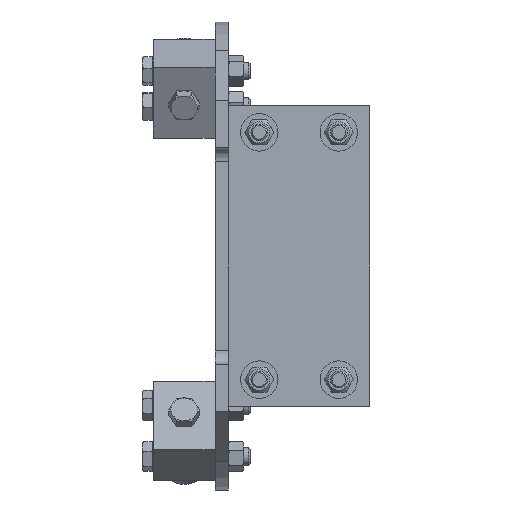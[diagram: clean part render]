
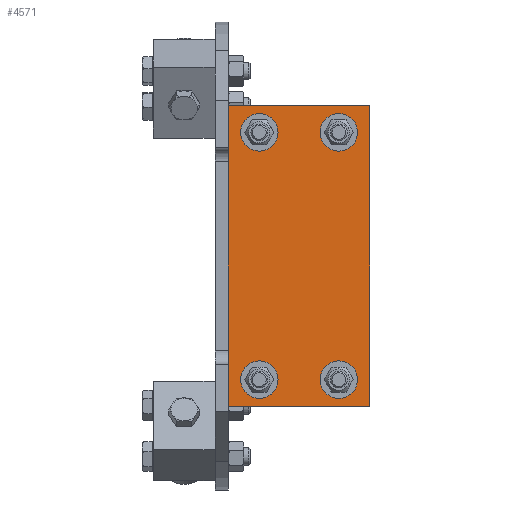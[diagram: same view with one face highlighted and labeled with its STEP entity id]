
A CAD part, left-side view. The second image highlights one B-rep face of the part: STEP entity #4571.
In plain terms, the highlighted planar face has unit normal (-1, 0, 0).
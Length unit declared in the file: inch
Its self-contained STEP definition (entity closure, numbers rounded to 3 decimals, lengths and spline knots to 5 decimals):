
#461=FACE_BOUND('',#1169,.T.);
#462=FACE_BOUND('',#1170,.T.);
#463=FACE_BOUND('',#1171,.T.);
#464=FACE_BOUND('',#1172,.T.);
#554=PLANE('',#5386);
#779=FACE_OUTER_BOUND('',#1168,.T.);
#1168=EDGE_LOOP('',(#4053,#4054,#4055,#4056));
#1169=EDGE_LOOP('',(#4057));
#1170=EDGE_LOOP('',(#4058));
#1171=EDGE_LOOP('',(#4059));
#1172=EDGE_LOOP('',(#4060));
#1463=LINE('',#8032,#1741);
#1464=LINE('',#8034,#1742);
#1465=LINE('',#8036,#1743);
#1466=LINE('',#8037,#1744);
#1741=VECTOR('',#6619,0.3937);
#1742=VECTOR('',#6620,0.3937);
#1743=VECTOR('',#6621,0.3937);
#1744=VECTOR('',#6622,0.3937);
#2003=CIRCLE('',#5373,0.28125);
#2006=CIRCLE('',#5377,0.28125);
#2009=CIRCLE('',#5381,0.28125);
#2012=CIRCLE('',#5385,0.28125);
#2366=VERTEX_POINT('',#8002);
#2369=VERTEX_POINT('',#8010);
#2372=VERTEX_POINT('',#8018);
#2375=VERTEX_POINT('',#8026);
#2376=VERTEX_POINT('',#8030);
#2377=VERTEX_POINT('',#8031);
#2378=VERTEX_POINT('',#8033);
#2379=VERTEX_POINT('',#8035);
#2936=EDGE_CURVE('',#2366,#2366,#2003,.T.);
#2940=EDGE_CURVE('',#2369,#2369,#2006,.T.);
#2944=EDGE_CURVE('',#2372,#2372,#2009,.T.);
#2948=EDGE_CURVE('',#2375,#2375,#2012,.T.);
#2949=EDGE_CURVE('',#2376,#2377,#1463,.T.);
#2950=EDGE_CURVE('',#2377,#2378,#1464,.T.);
#2951=EDGE_CURVE('',#2378,#2379,#1465,.T.);
#2952=EDGE_CURVE('',#2379,#2376,#1466,.T.);
#4053=ORIENTED_EDGE('',*,*,#2949,.T.);
#4054=ORIENTED_EDGE('',*,*,#2950,.T.);
#4055=ORIENTED_EDGE('',*,*,#2951,.T.);
#4056=ORIENTED_EDGE('',*,*,#2952,.T.);
#4057=ORIENTED_EDGE('',*,*,#2936,.T.);
#4058=ORIENTED_EDGE('',*,*,#2940,.T.);
#4059=ORIENTED_EDGE('',*,*,#2944,.T.);
#4060=ORIENTED_EDGE('',*,*,#2948,.T.);
#4571=ADVANCED_FACE('',(#779,#461,#462,#463,#464),#554,.T.);
#5373=AXIS2_PLACEMENT_3D('',#8004,#6588,#6589);
#5377=AXIS2_PLACEMENT_3D('',#8012,#6597,#6598);
#5381=AXIS2_PLACEMENT_3D('',#8020,#6606,#6607);
#5385=AXIS2_PLACEMENT_3D('',#8028,#6615,#6616);
#5386=AXIS2_PLACEMENT_3D('',#8029,#6617,#6618);
#6588=DIRECTION('center_axis',(1.,0.,0.));
#6589=DIRECTION('ref_axis',(0.,0.,-1.));
#6597=DIRECTION('center_axis',(1.,0.,0.));
#6598=DIRECTION('ref_axis',(0.,0.,-1.));
#6606=DIRECTION('center_axis',(1.,0.,0.));
#6607=DIRECTION('ref_axis',(0.,0.,-1.));
#6615=DIRECTION('center_axis',(1.,0.,0.));
#6616=DIRECTION('ref_axis',(0.,0.,-1.));
#6617=DIRECTION('center_axis',(-1.,0.,0.));
#6618=DIRECTION('ref_axis',(0.,0.,1.));
#6619=DIRECTION('',(0.,-1.,0.));
#6620=DIRECTION('',(0.,0.,1.));
#6621=DIRECTION('',(0.,1.,0.));
#6622=DIRECTION('',(0.,0.,-1.));
#8002=CARTESIAN_POINT('',(-0.25,-1.125,-3.21875));
#8004=CARTESIAN_POINT('Origin',(-0.25,-1.125,-3.5));
#8010=CARTESIAN_POINT('',(-0.25,1.125,3.78125));
#8012=CARTESIAN_POINT('Origin',(-0.25,1.125,3.5));
#8018=CARTESIAN_POINT('',(-0.25,1.125,-3.21875));
#8020=CARTESIAN_POINT('Origin',(-0.25,1.125,-3.5));
#8026=CARTESIAN_POINT('',(-0.25,-1.125,3.78125));
#8028=CARTESIAN_POINT('Origin',(-0.25,-1.125,3.5));
#8029=CARTESIAN_POINT('Origin',(-0.25,0.,0.));
#8030=CARTESIAN_POINT('',(-0.25,2.,-4.25));
#8031=CARTESIAN_POINT('',(-0.25,-2.,-4.25));
#8032=CARTESIAN_POINT('',(-0.25,-2.,-4.25));
#8033=CARTESIAN_POINT('',(-0.25,-2.,4.25));
#8034=CARTESIAN_POINT('',(-0.25,-2.,4.25));
#8035=CARTESIAN_POINT('',(-0.25,2.,4.25));
#8036=CARTESIAN_POINT('',(-0.25,2.,4.25));
#8037=CARTESIAN_POINT('',(-0.25,2.,-4.25));
